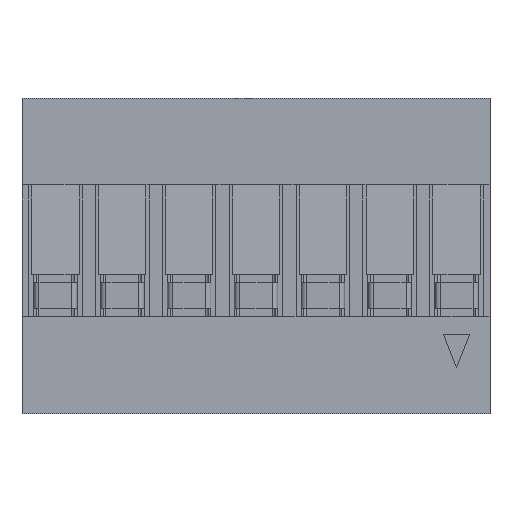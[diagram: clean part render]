
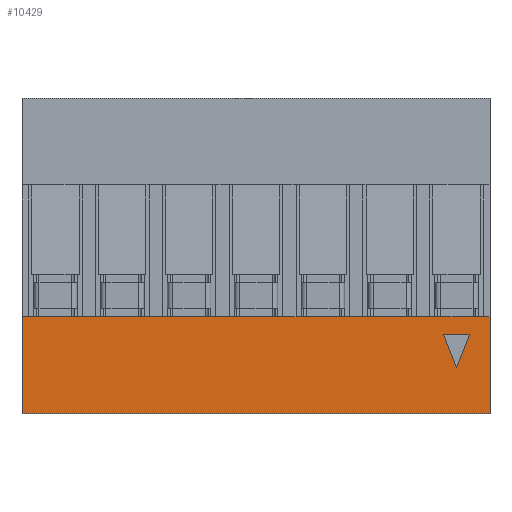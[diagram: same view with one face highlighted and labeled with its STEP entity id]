
A CAD part, front view. The second image highlights one B-rep face of the part: STEP entity #10429.
In plain terms, the highlighted planar face has unit normal (0, -1, 0).
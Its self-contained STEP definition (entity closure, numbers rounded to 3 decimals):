
#271 = PLANE ( 'NONE',  #3090 ) ;
#428 = FACE_BOUND ( 'NONE', #11660, .T. ) ;
#699 = ORIENTED_EDGE ( 'NONE', *, *, #16646, .F. ) ;
#765 = CARTESIAN_POINT ( 'NONE',  ( 1.27, -1.27, 12. ) ) ;
#823 = EDGE_CURVE ( 'NONE', #8323, #2315, #18750, .T. ) ;
#2315 = VERTEX_POINT ( 'NONE', #22044 ) ;
#3090 = AXIS2_PLACEMENT_3D ( 'NONE', #17309, #20600, #6154 ) ;
#3857 = VERTEX_POINT ( 'NONE', #5947 ) ;
#4186 = DIRECTION ( 'NONE',  ( 0., 0., -1. ) ) ;
#4201 = DIRECTION ( 'NONE',  ( 1., 0., 0. ) ) ;
#4293 = CARTESIAN_POINT ( 'NONE',  ( -16.51, -1.27, 12. ) ) ;
#4664 = ORIENTED_EDGE ( 'NONE', *, *, #9387, .T. ) ;
#4780 = DIRECTION ( 'NONE',  ( -1., 0., 0. ) ) ;
#5201 = CARTESIAN_POINT ( 'NONE',  ( 0.5, -1.27, 3.032 ) ) ;
#5354 = DIRECTION ( 'NONE',  ( 0.367, 0., 0.93 ) ) ;
#5433 = CARTESIAN_POINT ( 'NONE',  ( 0., -1.27, 1.766 ) ) ;
#5947 = CARTESIAN_POINT ( 'NONE',  ( 1.27, -1.27, 0. ) ) ;
#6105 = CARTESIAN_POINT ( 'NONE',  ( -0.5, -1.27, 3.032 ) ) ;
#6154 = DIRECTION ( 'NONE',  ( 1., 0., 0. ) ) ;
#6216 = LINE ( 'NONE', #8043, #20612 ) ;
#8043 = CARTESIAN_POINT ( 'NONE',  ( 0., -1.27, 0. ) ) ;
#8323 = VERTEX_POINT ( 'NONE', #20821 ) ;
#8498 = CARTESIAN_POINT ( 'NONE',  ( -1.27, -1.27, 3.7 ) ) ;
#8545 = ORIENTED_EDGE ( 'NONE', *, *, #21738, .F. ) ;
#8729 = VECTOR ( 'NONE', #4201, 1000. ) ;
#9360 = ORIENTED_EDGE ( 'NONE', *, *, #823, .F. ) ;
#9387 = EDGE_CURVE ( 'NONE', #21412, #18608, #11278, .T. ) ;
#10429 = ADVANCED_FACE ( 'NONE', ( #10645, #428 ), #271, .T. ) ;
#10645 = FACE_OUTER_BOUND ( 'NONE', #16538, .T. ) ;
#11278 = LINE ( 'NONE', #4293, #18647 ) ;
#11397 = DIRECTION ( 'NONE',  ( 0., 0., -1. ) ) ;
#11660 = EDGE_LOOP ( 'NONE', ( #9360, #18825, #18769 ) ) ;
#11663 = ORIENTED_EDGE ( 'NONE', *, *, #14233, .F. ) ;
#11874 = LINE ( 'NONE', #5433, #20320 ) ;
#12407 = CARTESIAN_POINT ( 'NONE',  ( -16.51, -1.27, 0. ) ) ;
#14133 = LINE ( 'NONE', #6105, #20286 ) ;
#14233 = EDGE_CURVE ( 'NONE', #23455, #3857, #18995, .T. ) ;
#14360 = CARTESIAN_POINT ( 'NONE',  ( -0.5, -1.27, 3.032 ) ) ;
#15309 = CARTESIAN_POINT ( 'NONE',  ( 1.27, -1.27, 3.7 ) ) ;
#15924 = VECTOR ( 'NONE', #4186, 1000. ) ;
#16538 = EDGE_LOOP ( 'NONE', ( #699, #4664, #8545, #11663 ) ) ;
#16646 = EDGE_CURVE ( 'NONE', #21412, #23455, #23128, .T. ) ;
#16654 = EDGE_CURVE ( 'NONE', #2315, #16810, #14133, .T. ) ;
#16810 = VERTEX_POINT ( 'NONE', #14360 ) ;
#17309 = CARTESIAN_POINT ( 'NONE',  ( 0., -1.27, 12. ) ) ;
#18075 = DIRECTION ( 'NONE',  ( 0.367, 0., -0.93 ) ) ;
#18608 = VERTEX_POINT ( 'NONE', #12407 ) ;
#18647 = VECTOR ( 'NONE', #11397, 1000. ) ;
#18750 = LINE ( 'NONE', #5201, #20687 ) ;
#18769 = ORIENTED_EDGE ( 'NONE', *, *, #16654, .F. ) ;
#18825 = ORIENTED_EDGE ( 'NONE', *, *, #23053, .F. ) ;
#18972 = CARTESIAN_POINT ( 'NONE',  ( -16.51, -1.27, 3.7 ) ) ;
#18995 = LINE ( 'NONE', #765, #15924 ) ;
#20286 = VECTOR ( 'NONE', #4780, 1000. ) ;
#20320 = VECTOR ( 'NONE', #18075, 1000. ) ;
#20600 = DIRECTION ( 'NONE',  ( 0., -1., 0. ) ) ;
#20612 = VECTOR ( 'NONE', #20824, 1000. ) ;
#20687 = VECTOR ( 'NONE', #5354, 1000. ) ;
#20821 = CARTESIAN_POINT ( 'NONE',  ( 0., -1.27, 1.766 ) ) ;
#20824 = DIRECTION ( 'NONE',  ( -1., 0., 0. ) ) ;
#21412 = VERTEX_POINT ( 'NONE', #18972 ) ;
#21738 = EDGE_CURVE ( 'NONE', #3857, #18608, #6216, .T. ) ;
#22044 = CARTESIAN_POINT ( 'NONE',  ( 0.5, -1.27, 3.032 ) ) ;
#23053 = EDGE_CURVE ( 'NONE', #16810, #8323, #11874, .T. ) ;
#23128 = LINE ( 'NONE', #8498, #8729 ) ;
#23455 = VERTEX_POINT ( 'NONE', #15309 ) ;
